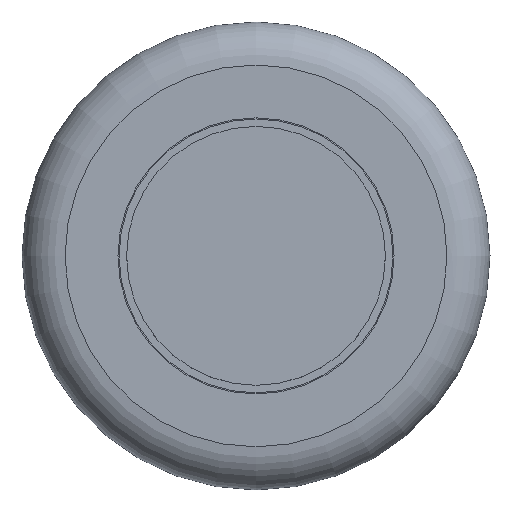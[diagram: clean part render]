
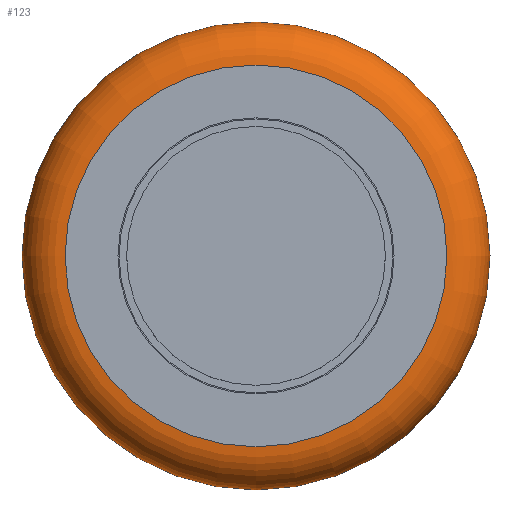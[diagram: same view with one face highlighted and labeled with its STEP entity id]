
A CAD part, top view. The second image highlights one B-rep face of the part: STEP entity #123.
In plain terms, the highlighted toroidal (fillet/blend) face has major radius 8.85 mm and minor radius 2 mm.
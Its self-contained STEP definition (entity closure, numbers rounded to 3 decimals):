
#116=TOROIDAL_SURFACE('',#212,8.85,2.);
#123=ADVANCED_FACE('',(#140,#141),#116,.T.);
#140=FACE_BOUND('',#154,.T.);
#141=FACE_BOUND('',#155,.T.);
#154=EDGE_LOOP('',(#170));
#155=EDGE_LOOP('',(#171));
#170=ORIENTED_EDGE('',*,*,#190,.F.);
#171=ORIENTED_EDGE('',*,*,#188,.F.);
#180=VERTEX_POINT('',#260);
#182=VERTEX_POINT('',#265);
#188=EDGE_CURVE('',#180,#180,#196,.T.);
#190=EDGE_CURVE('',#182,#182,#198,.T.);
#196=CIRCLE('',#205,8.85);
#198=CIRCLE('',#208,8.85);
#205=AXIS2_PLACEMENT_3D('',#259,#224,#225);
#208=AXIS2_PLACEMENT_3D('',#264,#230,#231);
#212=AXIS2_PLACEMENT_3D('',#270,#238,#239);
#224=DIRECTION('',(0.,0.,-1.));
#225=DIRECTION('',(-1.,0.,0.));
#230=DIRECTION('',(0.,0.,1.));
#231=DIRECTION('',(1.,0.,0.));
#238=DIRECTION('',(0.,0.,1.));
#239=DIRECTION('',(1.,0.,0.));
#259=CARTESIAN_POINT('',(0.,0.,-5.7));
#260=CARTESIAN_POINT('',(-8.85,0.,-5.7));
#264=CARTESIAN_POINT('',(0.,0.,-1.7));
#265=CARTESIAN_POINT('',(8.85,0.,-1.7));
#270=CARTESIAN_POINT('',(0.,0.,-3.7));
